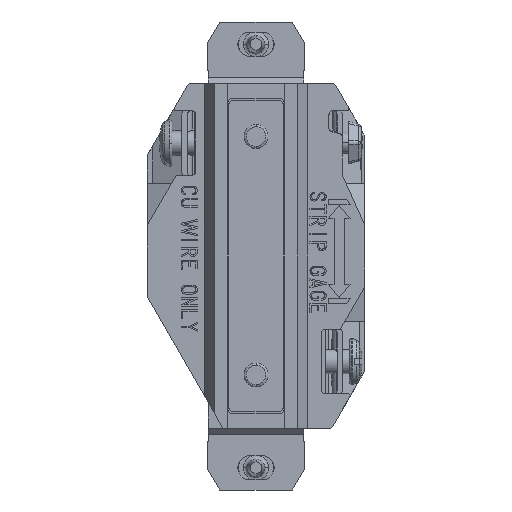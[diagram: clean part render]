
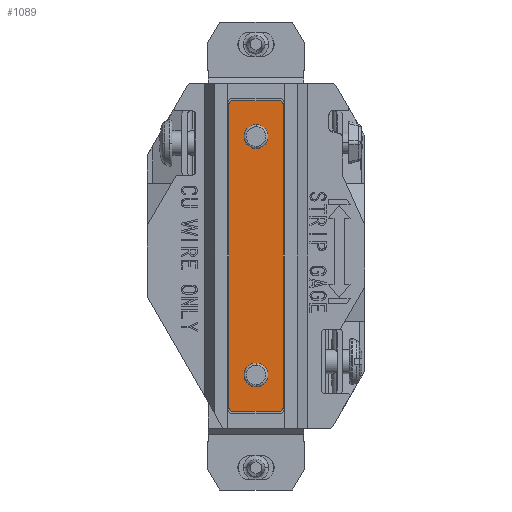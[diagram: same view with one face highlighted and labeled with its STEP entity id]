
A CAD part, front view. The second image highlights one B-rep face of the part: STEP entity #1089.
In plain terms, the highlighted planar face has unit normal (0, -1, 0).
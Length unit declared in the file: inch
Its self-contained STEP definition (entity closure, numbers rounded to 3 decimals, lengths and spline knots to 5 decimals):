
#129 = CARTESIAN_POINT ( 'NONE',  ( -0.4641, -0.111, -1.31174 ) ) ;
#266 = VERTEX_POINT ( 'NONE', #34727 ) ;
#573 = ORIENTED_EDGE ( 'NONE', *, *, #12948, .F. ) ;
#794 = ORIENTED_EDGE ( 'NONE', *, *, #40978, .F. ) ;
#881 = CIRCLE ( 'NONE', #15006, 0.031 ) ;
#1089 = ADVANCED_FACE ( 'NONE', ( #20192, #6715, #30359 ), #10471, .F. ) ;
#1250 = ORIENTED_EDGE ( 'NONE', *, *, #15132, .F. ) ;
#1273 = EDGE_CURVE ( 'NONE', #38938, #35313, #16993, .T. ) ;
#1792 = DIRECTION ( 'NONE',  ( 0., 0., 1. ) ) ;
#2008 = AXIS2_PLACEMENT_3D ( 'NONE', #40416, #26919, #37112 ) ;
#2302 = ORIENTED_EDGE ( 'NONE', *, *, #1273, .F. ) ;
#3245 = ORIENTED_EDGE ( 'NONE', *, *, #23214, .F. ) ;
#3584 = AXIS2_PLACEMENT_3D ( 'NONE', #15094, #7812, #21520 ) ;
#4064 = DIRECTION ( 'NONE',  ( 0., 1., 0. ) ) ;
#4199 = CARTESIAN_POINT ( 'NONE',  ( -0.2846, -0.111, -1.31174 ) ) ;
#4254 = EDGE_LOOP ( 'NONE', ( #31513, #573, #3245, #794, #2302, #15315, #16841, #1250 ) ) ;
#4788 = EDGE_CURVE ( 'NONE', #30864, #38938, #37418, .T. ) ;
#5200 = VECTOR ( 'NONE', #11319, 39.37008 ) ;
#5928 = VERTEX_POINT ( 'NONE', #14634 ) ;
#6715 = FACE_BOUND ( 'NONE', #29393, .T. ) ;
#6916 = CARTESIAN_POINT ( 'NONE',  ( -0.6436, -0.111, 1.09426 ) ) ;
#6923 = CARTESIAN_POINT ( 'NONE',  ( -0.4641, -0.111, -1.31174 ) ) ;
#7247 = CARTESIAN_POINT ( 'NONE',  ( -0.6746, -0.111, 1.06326 ) ) ;
#7525 = DIRECTION ( 'NONE',  ( 0., 1., 0. ) ) ;
#7740 = DIRECTION ( 'NONE',  ( 1., 0., 0. ) ) ;
#7760 = EDGE_CURVE ( 'NONE', #9441, #22149, #33472, .T. ) ;
#7812 = DIRECTION ( 'NONE',  ( 0., 1., 0. ) ) ;
#8207 = CARTESIAN_POINT ( 'NONE',  ( -0.2536, -0.111, -1.28074 ) ) ;
#8244 = LINE ( 'NONE', #129, #9809 ) ;
#8540 = AXIS2_PLACEMENT_3D ( 'NONE', #42652, #15236, #28729 ) ;
#8579 = CARTESIAN_POINT ( 'NONE',  ( -0.2846, -0.111, -1.28074 ) ) ;
#8636 = VECTOR ( 'NONE', #28419, 39.37008 ) ;
#8752 = LINE ( 'NONE', #25103, #8636 ) ;
#9428 = EDGE_CURVE ( 'NONE', #27414, #15578, #12176, .T. ) ;
#9441 = VERTEX_POINT ( 'NONE', #8207 ) ;
#9646 = AXIS2_PLACEMENT_3D ( 'NONE', #12415, #25889, #32770 ) ;
#9756 = ORIENTED_EDGE ( 'NONE', *, *, #9428, .F. ) ;
#9805 = DIRECTION ( 'NONE',  ( 0., 0., 1. ) ) ;
#9809 = VECTOR ( 'NONE', #21515, 39.37008 ) ;
#9988 = CARTESIAN_POINT ( 'NONE',  ( -0.4641, -0.111, 0.81629 ) ) ;
#10471 = PLANE ( 'NONE',  #13444 ) ;
#10849 = CARTESIAN_POINT ( 'NONE',  ( -0.6436, -0.111, -1.28074 ) ) ;
#11062 = CARTESIAN_POINT ( 'NONE',  ( -0.4641, -0.111, 1.09426 ) ) ;
#11273 = DIRECTION ( 'NONE',  ( 0., 0., 1. ) ) ;
#11319 = DIRECTION ( 'NONE',  ( 0., 0., 1. ) ) ;
#12176 = CIRCLE ( 'NONE', #17102, 0.0925 ) ;
#12415 = CARTESIAN_POINT ( 'NONE',  ( -0.4641, -0.111, -1.03024 ) ) ;
#12907 = CARTESIAN_POINT ( 'NONE',  ( -0.4641, -0.111, -0.93774 ) ) ;
#12948 = EDGE_CURVE ( 'NONE', #266, #9441, #8752, .T. ) ;
#13444 = AXIS2_PLACEMENT_3D ( 'NONE', #6923, #4064, #40536 ) ;
#13705 = AXIS2_PLACEMENT_3D ( 'NONE', #8579, #25154, #21624 ) ;
#13974 = CIRCLE ( 'NONE', #2008, 0.031 ) ;
#14381 = EDGE_LOOP ( 'NONE', ( #15726, #23251 ) ) ;
#14593 = CIRCLE ( 'NONE', #9646, 0.0925 ) ;
#14634 = CARTESIAN_POINT ( 'NONE',  ( -0.2846, -0.111, 1.09426 ) ) ;
#15006 = AXIS2_PLACEMENT_3D ( 'NONE', #10849, #7525, #11273 ) ;
#15012 = CARTESIAN_POINT ( 'NONE',  ( -0.4641, -0.111, 0.90879 ) ) ;
#15094 = CARTESIAN_POINT ( 'NONE',  ( -0.6436, -0.111, 1.06326 ) ) ;
#15132 = EDGE_CURVE ( 'NONE', #22149, #40071, #8244, .T. ) ;
#15236 = DIRECTION ( 'NONE',  ( 0., -1., 0. ) ) ;
#15315 = ORIENTED_EDGE ( 'NONE', *, *, #4788, .F. ) ;
#15578 = VERTEX_POINT ( 'NONE', #20787 ) ;
#15726 = ORIENTED_EDGE ( 'NONE', *, *, #40013, .F. ) ;
#16395 = AXIS2_PLACEMENT_3D ( 'NONE', #23074, #36991, #9805 ) ;
#16841 = ORIENTED_EDGE ( 'NONE', *, *, #35864, .F. ) ;
#16993 = CIRCLE ( 'NONE', #3584, 0.031 ) ;
#17102 = AXIS2_PLACEMENT_3D ( 'NONE', #9988, #36954, #1792 ) ;
#20003 = VECTOR ( 'NONE', #7740, 39.37008 ) ;
#20192 = FACE_OUTER_BOUND ( 'NONE', #4254, .T. ) ;
#20787 = CARTESIAN_POINT ( 'NONE',  ( -0.4641, -0.111, 0.72379 ) ) ;
#21433 = CIRCLE ( 'NONE', #16395, 0.0925 ) ;
#21515 = DIRECTION ( 'NONE',  ( -1., 0., 0. ) ) ;
#21520 = DIRECTION ( 'NONE',  ( 0., 0., 1. ) ) ;
#21624 = DIRECTION ( 'NONE',  ( 0., 0., 1. ) ) ;
#22149 = VERTEX_POINT ( 'NONE', #4199 ) ;
#22282 = EDGE_CURVE ( 'NONE', #41677, #25152, #35352, .T. ) ;
#23074 = CARTESIAN_POINT ( 'NONE',  ( -0.4641, -0.111, 0.81629 ) ) ;
#23214 = EDGE_CURVE ( 'NONE', #5928, #266, #13974, .T. ) ;
#23251 = ORIENTED_EDGE ( 'NONE', *, *, #22282, .F. ) ;
#25103 = CARTESIAN_POINT ( 'NONE',  ( -0.2536, -0.111, -1.31174 ) ) ;
#25152 = VERTEX_POINT ( 'NONE', #12907 ) ;
#25154 = DIRECTION ( 'NONE',  ( 0., 1., 0. ) ) ;
#25889 = DIRECTION ( 'NONE',  ( 0., -1., 0. ) ) ;
#26919 = DIRECTION ( 'NONE',  ( 0., 1., 0. ) ) ;
#27414 = VERTEX_POINT ( 'NONE', #15012 ) ;
#28341 = CARTESIAN_POINT ( 'NONE',  ( -0.6436, -0.111, -1.31174 ) ) ;
#28419 = DIRECTION ( 'NONE',  ( 0., 0., -1. ) ) ;
#28729 = DIRECTION ( 'NONE',  ( 0., 0., 1. ) ) ;
#29393 = EDGE_LOOP ( 'NONE', ( #9756, #38623 ) ) ;
#30051 = CARTESIAN_POINT ( 'NONE',  ( -0.6746, -0.111, -1.28074 ) ) ;
#30359 = FACE_BOUND ( 'NONE', #14381, .T. ) ;
#30864 = VERTEX_POINT ( 'NONE', #30051 ) ;
#31513 = ORIENTED_EDGE ( 'NONE', *, *, #7760, .F. ) ;
#32770 = DIRECTION ( 'NONE',  ( 0., 0., 1. ) ) ;
#33472 = CIRCLE ( 'NONE', #13705, 0.031 ) ;
#34727 = CARTESIAN_POINT ( 'NONE',  ( -0.2536, -0.111, 1.06326 ) ) ;
#35241 = EDGE_CURVE ( 'NONE', #15578, #27414, #21433, .T. ) ;
#35313 = VERTEX_POINT ( 'NONE', #6916 ) ;
#35352 = CIRCLE ( 'NONE', #8540, 0.0925 ) ;
#35864 = EDGE_CURVE ( 'NONE', #40071, #30864, #881, .T. ) ;
#36954 = DIRECTION ( 'NONE',  ( 0., -1., 0. ) ) ;
#36991 = DIRECTION ( 'NONE',  ( 0., -1., 0. ) ) ;
#37112 = DIRECTION ( 'NONE',  ( 0., 0., 1. ) ) ;
#37164 = CARTESIAN_POINT ( 'NONE',  ( -0.4641, -0.111, -1.12274 ) ) ;
#37418 = LINE ( 'NONE', #38725, #5200 ) ;
#38623 = ORIENTED_EDGE ( 'NONE', *, *, #35241, .F. ) ;
#38725 = CARTESIAN_POINT ( 'NONE',  ( -0.6746, -0.111, -1.31174 ) ) ;
#38938 = VERTEX_POINT ( 'NONE', #7247 ) ;
#40013 = EDGE_CURVE ( 'NONE', #25152, #41677, #14593, .T. ) ;
#40071 = VERTEX_POINT ( 'NONE', #28341 ) ;
#40416 = CARTESIAN_POINT ( 'NONE',  ( -0.2846, -0.111, 1.06326 ) ) ;
#40536 = DIRECTION ( 'NONE',  ( 0., 0., -1. ) ) ;
#40978 = EDGE_CURVE ( 'NONE', #35313, #5928, #41346, .T. ) ;
#41346 = LINE ( 'NONE', #11062, #20003 ) ;
#41677 = VERTEX_POINT ( 'NONE', #37164 ) ;
#42652 = CARTESIAN_POINT ( 'NONE',  ( -0.4641, -0.111, -1.03024 ) ) ;
